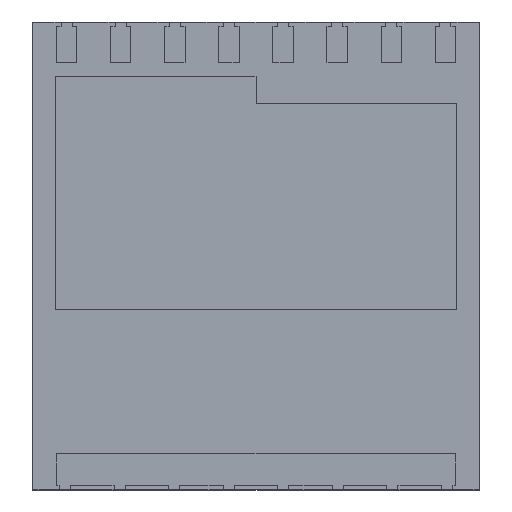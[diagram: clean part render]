
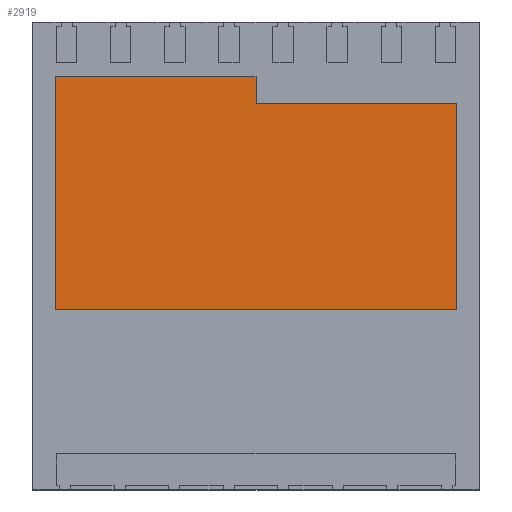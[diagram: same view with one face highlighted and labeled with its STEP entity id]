
A CAD part, top view. The second image highlights one B-rep face of the part: STEP entity #2919.
In plain terms, the highlighted planar face has unit normal (0, 0, 1).
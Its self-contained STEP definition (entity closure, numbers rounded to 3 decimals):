
#2919=ADVANCED_FACE('',(#5081),#5083,.T.);
#5081=FACE_BOUND('',#5082,.T.);
#5082=EDGE_LOOP('',(#7234,#7235,#7236,#7237,#7238,#7239));
#5083=PLANE('',#5084);
#5084=AXIS2_PLACEMENT_3D('',#5085,#5086,#5087);
#5085=CARTESIAN_POINT('',(0.,0.,1.047));
#5086=DIRECTION('',(0.,0.,1.));
#5087=DIRECTION('',(-1.,0.,0.));
#7234=ORIENTED_EDGE('',*,*,#8134,.T.);
#7235=ORIENTED_EDGE('',*,*,#8144,.T.);
#7236=ORIENTED_EDGE('',*,*,#8142,.T.);
#7237=ORIENTED_EDGE('',*,*,#8140,.T.);
#7238=ORIENTED_EDGE('',*,*,#8138,.T.);
#7239=ORIENTED_EDGE('',*,*,#8136,.T.);
#8134=EDGE_CURVE('',#9638,#9636,#9639,.T.);
#8136=EDGE_CURVE('',#9641,#9638,#9642,.T.);
#8138=EDGE_CURVE('',#9644,#9641,#9645,.T.);
#8140=EDGE_CURVE('',#9647,#9644,#9648,.T.);
#8142=EDGE_CURVE('',#9650,#9647,#9651,.T.);
#8144=EDGE_CURVE('',#9636,#9650,#9653,.T.);
#9636=VERTEX_POINT('',#12961);
#9638=VERTEX_POINT('',#12965);
#9639=LINE('',#12966,#12967);
#9641=VERTEX_POINT('',#12972);
#9642=LINE('',#12973,#12974);
#9644=VERTEX_POINT('',#12979);
#9645=LINE('',#12980,#12981);
#9647=VERTEX_POINT('',#12986);
#9648=LINE('',#12987,#12988);
#9650=VERTEX_POINT('',#12993);
#9651=LINE('',#12994,#12995);
#9653=LINE('',#13000,#13001);
#12961=CARTESIAN_POINT('',(4.45,-1.19,1.047));
#12965=CARTESIAN_POINT('',(-4.45,-1.19,1.047));
#12966=CARTESIAN_POINT('',(-4.45,-1.19,1.047));
#12967=VECTOR('',#12968,1.);
#12968=DIRECTION('',(1.,0.,0.));
#12972=CARTESIAN_POINT('',(-4.45,3.98,1.047));
#12973=CARTESIAN_POINT('',(-4.45,3.98,1.047));
#12974=VECTOR('',#12975,1.);
#12975=DIRECTION('',(0.,-1.,0.));
#12979=CARTESIAN_POINT('',(0.,3.98,1.047));
#12980=CARTESIAN_POINT('',(0.,3.98,1.047));
#12981=VECTOR('',#12982,1.);
#12982=DIRECTION('',(-1.,0.,0.));
#12986=CARTESIAN_POINT('',(0.,3.38,1.047));
#12987=CARTESIAN_POINT('',(0.,3.38,1.047));
#12988=VECTOR('',#12989,1.);
#12989=DIRECTION('',(0.,1.,0.));
#12993=CARTESIAN_POINT('',(4.45,3.38,1.047));
#12994=CARTESIAN_POINT('',(4.45,3.38,1.047));
#12995=VECTOR('',#12996,1.);
#12996=DIRECTION('',(-1.,0.,0.));
#13000=CARTESIAN_POINT('',(4.45,-1.19,1.047));
#13001=VECTOR('',#13002,1.);
#13002=DIRECTION('',(0.,1.,0.));
